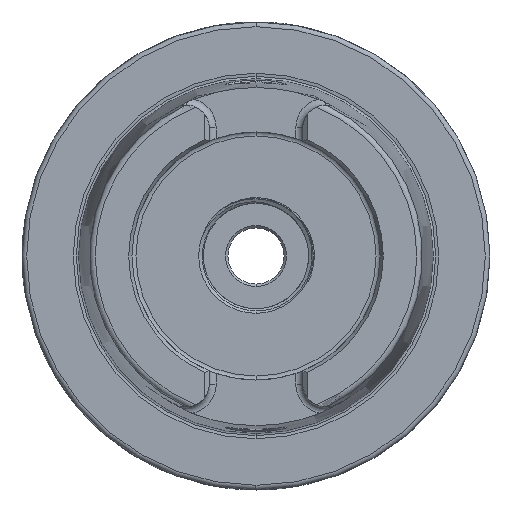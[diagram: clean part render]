
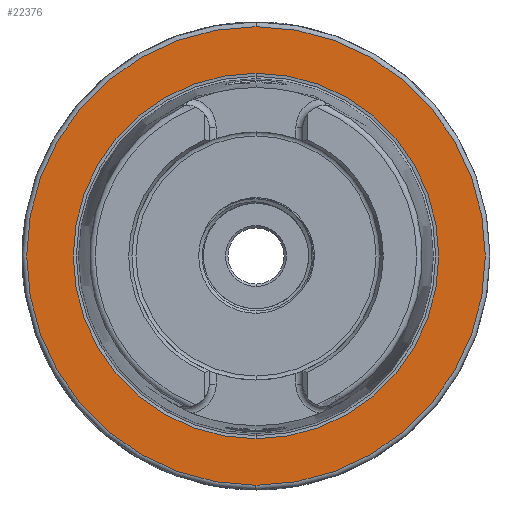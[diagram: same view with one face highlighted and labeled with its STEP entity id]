
A CAD part, left-side view. The second image highlights one B-rep face of the part: STEP entity #22376.
In plain terms, the highlighted planar face has unit normal (-1, 0, 0).
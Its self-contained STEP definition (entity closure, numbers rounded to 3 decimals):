
#2762 = DIRECTION ( 'NONE',  ( -1., 0., 0. ) ) ;
#2770 = CARTESIAN_POINT ( 'NONE',  ( 0., 0., 0. ) ) ;
#2788 = DIRECTION ( 'NONE',  ( 0., 0., 1. ) ) ;
#2899 = DIRECTION ( 'NONE',  ( 1., 0., 0. ) ) ;
#2914 = DIRECTION ( 'NONE',  ( 0., 0., -1. ) ) ;
#2937 = CARTESIAN_POINT ( 'NONE',  ( 0., 0., 0. ) ) ;
#4847 = EDGE_CURVE ( 'NONE', #31697, #31750, #26544, .T. ) ;
#4862 = EDGE_CURVE ( 'NONE', #31711, #31727, #26542, .T. ) ;
#5484 = EDGE_CURVE ( 'NONE', #31727, #31711, #10056, .T. ) ;
#5510 = EDGE_CURVE ( 'NONE', #31750, #31697, #10082, .T. ) ;
#5903 = AXIS2_PLACEMENT_3D ( 'NONE', #24624, #24626, #24618 ) ;
#5937 = AXIS2_PLACEMENT_3D ( 'NONE', #24687, #24670, #24649 ) ;
#6035 = AXIS2_PLACEMENT_3D ( 'NONE', #2770, #2762, #2788 ) ;
#6071 = AXIS2_PLACEMENT_3D ( 'NONE', #2937, #2899, #2914 ) ;
#6169 = AXIS2_PLACEMENT_3D ( 'NONE', #36284, #36272, #36248 ) ;
#10056 = CIRCLE ( 'NONE', #6035, 49. ) ;
#10082 = CIRCLE ( 'NONE', #6071, 39.054 ) ;
#10310 = FACE_OUTER_BOUND ( 'NONE', #33333, .T. ) ;
#10341 = FACE_BOUND ( 'NONE', #33393, .T. ) ;
#16346 = CARTESIAN_POINT ( 'NONE',  ( 0., 0., -39.054 ) ) ;
#16388 = CARTESIAN_POINT ( 'NONE',  ( 0., 0., 49. ) ) ;
#16397 = CARTESIAN_POINT ( 'NONE',  ( 0., 0., 39.054 ) ) ;
#16436 = CARTESIAN_POINT ( 'NONE',  ( 0., 0., -49. ) ) ;
#22376 = ADVANCED_FACE ( 'NONE', ( #10310, #10341 ), #36278, .T. ) ;
#24618 = DIRECTION ( 'NONE',  ( 0., 0., -1. ) ) ;
#24624 = CARTESIAN_POINT ( 'NONE',  ( 0., 0., 0. ) ) ;
#24626 = DIRECTION ( 'NONE',  ( 1., 0., 0. ) ) ;
#24649 = DIRECTION ( 'NONE',  ( 0., 0., 1. ) ) ;
#24670 = DIRECTION ( 'NONE',  ( -1., 0., 0. ) ) ;
#24687 = CARTESIAN_POINT ( 'NONE',  ( 0., 0., 0. ) ) ;
#26542 = CIRCLE ( 'NONE', #5937, 49. ) ;
#26544 = CIRCLE ( 'NONE', #5903, 39.054 ) ;
#31697 = VERTEX_POINT ( 'NONE', #16346 ) ;
#31711 = VERTEX_POINT ( 'NONE', #16436 ) ;
#31727 = VERTEX_POINT ( 'NONE', #16388 ) ;
#31750 = VERTEX_POINT ( 'NONE', #16397 ) ;
#33333 = EDGE_LOOP ( 'NONE', ( #37252, #37277 ) ) ;
#33393 = EDGE_LOOP ( 'NONE', ( #37272, #37232 ) ) ;
#36248 = DIRECTION ( 'NONE',  ( 0., 0., 1. ) ) ;
#36272 = DIRECTION ( 'NONE',  ( -1., 0., 0. ) ) ;
#36278 = PLANE ( 'NONE',  #6169 ) ;
#36284 = CARTESIAN_POINT ( 'NONE',  ( 0., 39.054, 0. ) ) ;
#37232 = ORIENTED_EDGE ( 'NONE', *, *, #4847, .T. ) ;
#37252 = ORIENTED_EDGE ( 'NONE', *, *, #5484, .T. ) ;
#37272 = ORIENTED_EDGE ( 'NONE', *, *, #5510, .T. ) ;
#37277 = ORIENTED_EDGE ( 'NONE', *, *, #4862, .T. ) ;
